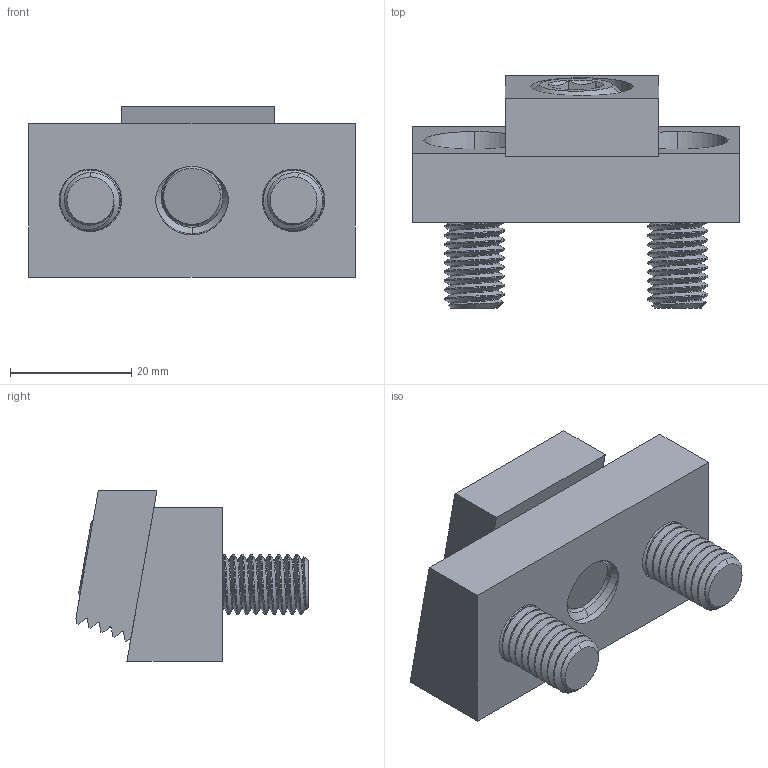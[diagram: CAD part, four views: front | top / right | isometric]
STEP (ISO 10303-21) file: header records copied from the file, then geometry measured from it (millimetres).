
FILE_DESCRIPTION (( 'STEP AP214' ), '1' );
FILE_NAME ('54112.STEP', '2024-11-22T15:20:38', ( '' ), ( '' ), 'SwSTEP 2.0', 'SolidWorks 2021', '' );
FILE_SCHEMA (( 'AUTOMOTIVE_DESIGN' ));
Length unit declared in the file: inch
Products named in the file (5): 51016_21016; 50372_M1216MM BHSC; 54112; 541121_241081; 93070A213_Alloy Steel Low-Profile Socket Head Screw_93070A213
Assembly tree (5 placements, depth 2):
  54112
    541121_241081
    93070A213_Alloy Steel Low-Profile Socket Head Screw_93070A213  x2
    50372_M1216MM BHSC
    51016_21016
Bounding box: 53.85 x 38.32 x 28.15 mm (x, y, z)
Volume: 23573.8 mm3; surface area: 13559.3 mm2
Topology: 5 solids, 5 shells, 203 faces, 506 edges, 322 vertices
Faces by surface type: cylinder 96, plane 60, cone 36, bspline 9, sphere 2
Entity records: 8817 total; most frequent: CARTESIAN_POINT 5305, ORIENTED_EDGE 748, DIRECTION 614, EDGE_CURVE 374, VERTEX_POINT 239, AXIS2_PLACEMENT_3D 223, VECTOR 168, LINE 168
